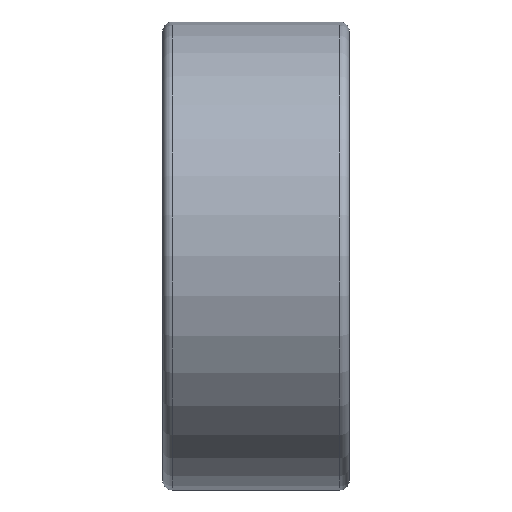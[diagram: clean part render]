
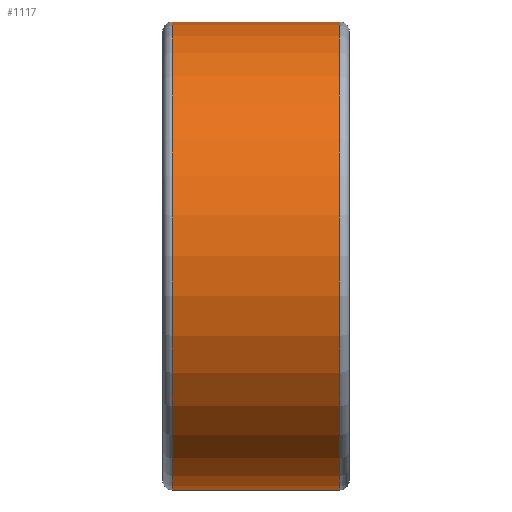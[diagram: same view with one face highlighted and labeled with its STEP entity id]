
A CAD part, top view. The second image highlights one B-rep face of the part: STEP entity #1117.
In plain terms, the highlighted cylindrical face has radius 5.004 mm (diameter 10.008 mm), a partial arc.
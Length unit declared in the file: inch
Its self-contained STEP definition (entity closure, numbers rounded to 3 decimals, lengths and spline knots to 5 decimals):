
#614=CARTESIAN_POINT('',(-0.07065,0.,0.));
#615=DIRECTION('',(1.,0.,0.));
#616=DIRECTION('',(0.,1.,0.));
#617=AXIS2_PLACEMENT_3D('',#614,#615,#616);
#619=CARTESIAN_POINT('',(0.07065,0.,0.));
#620=DIRECTION('',(1.,0.,0.));
#621=DIRECTION('',(0.,1.,0.));
#622=AXIS2_PLACEMENT_3D('',#619,#620,#621);
#624=DIRECTION('',(-1.,0.,0.));
#625=VECTOR('',#624,0.1413);
#626=CARTESIAN_POINT('',(0.07065,0.197,0.));
#627=LINE('',#626,#625);
#628=DIRECTION('',(-1.,0.,0.));
#629=VECTOR('',#628,0.1413);
#630=CARTESIAN_POINT('',(0.07065,-0.197,0.));
#631=LINE('',#630,#629);
#790=CARTESIAN_POINT('',(0.07065,0.197,0.));
#792=VERTEX_POINT('',#790);
#793=CARTESIAN_POINT('',(-0.07065,0.197,0.));
#794=VERTEX_POINT('',#793);
#802=CARTESIAN_POINT('',(0.07065,-0.197,0.));
#804=VERTEX_POINT('',#802);
#805=CARTESIAN_POINT('',(-0.07065,-0.197,0.));
#806=VERTEX_POINT('',#805);
#1103=CARTESIAN_POINT('',(-0.08635,0.,0.));
#1104=DIRECTION('',(1.,0.,0.));
#1105=DIRECTION('',(0.,-1.,0.));
#1106=AXIS2_PLACEMENT_3D('',#1103,#1104,#1105);
#1107=CYLINDRICAL_SURFACE('',#1106,0.197);
#1109=ORIENTED_EDGE('',*,*,#1108,.F.);
#1111=ORIENTED_EDGE('',*,*,#1110,.T.);
#1113=ORIENTED_EDGE('',*,*,#1112,.T.);
#1114=ORIENTED_EDGE('',*,*,#1096,.F.);
#1115=EDGE_LOOP('',(#1109,#1111,#1113,#1114));
#1116=FACE_OUTER_BOUND('',#1115,.F.);
#618=CIRCLE('',#617,0.197);
#623=CIRCLE('',#622,0.197);
#1096=EDGE_CURVE('',#794,#806,#618,.T.);
#1108=EDGE_CURVE('',#792,#794,#627,.T.);
#1110=EDGE_CURVE('',#792,#804,#623,.T.);
#1112=EDGE_CURVE('',#804,#806,#631,.T.);
#1117=ADVANCED_FACE('',(#1116),#1107,.T.);
